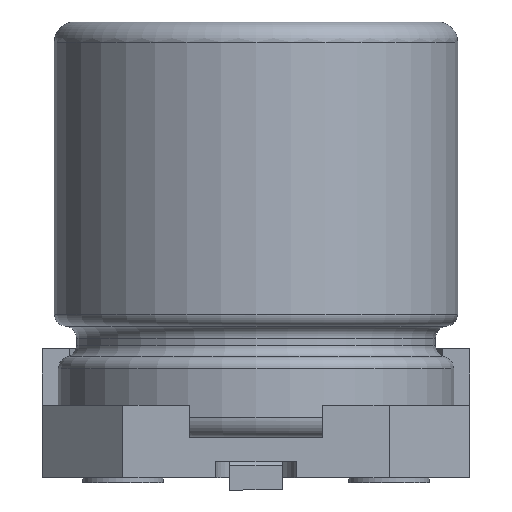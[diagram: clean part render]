
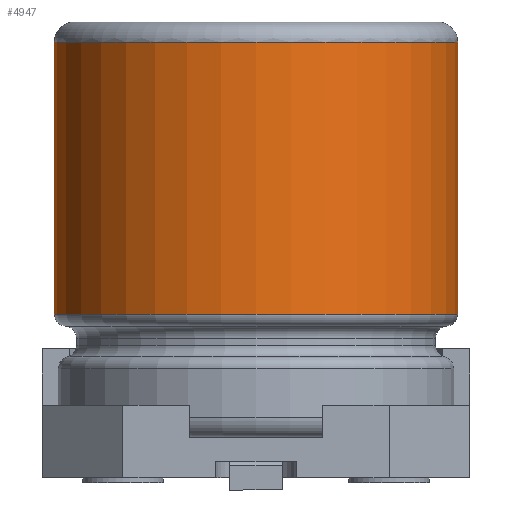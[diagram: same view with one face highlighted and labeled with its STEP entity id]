
A CAD part, front view. The second image highlights one B-rep face of the part: STEP entity #4947.
In plain terms, the highlighted cylindrical face has radius 2.5 mm (diameter 5 mm), a full revolution.
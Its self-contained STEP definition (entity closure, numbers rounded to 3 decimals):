
#74=CYLINDRICAL_SURFACE('',#5237,2.5);
#154=CIRCLE('',#5235,2.5);
#156=CIRCLE('',#5238,2.5);
#1091=ORIENTED_EDGE('',*,*,#2113,.T.);
#1092=ORIENTED_EDGE('',*,*,#2115,.T.);
#2113=EDGE_CURVE('',#2626,#2626,#154,.T.);
#2115=EDGE_CURVE('',#2627,#2627,#156,.T.);
#2626=VERTEX_POINT('',#7086);
#2627=VERTEX_POINT('',#7090);
#3022=EDGE_LOOP('',(#1091));
#3023=EDGE_LOOP('',(#1092));
#3295=FACE_BOUND('',#3022,.T.);
#3296=FACE_BOUND('',#3023,.T.);
#4947=ADVANCED_FACE('',(#3295,#3296),#74,.T.);
#5235=AXIS2_PLACEMENT_3D('',#7085,#5733,#5734);
#5237=AXIS2_PLACEMENT_3D('',#7088,#5737,#5738);
#5238=AXIS2_PLACEMENT_3D('',#7089,#5739,#5740);
#5733=DIRECTION('',(0.,0.,-1.));
#5734=DIRECTION('',(-1.,0.,0.));
#5737=DIRECTION('',(0.,0.,1.));
#5738=DIRECTION('',(1.,0.,0.));
#5739=DIRECTION('',(0.,0.,1.));
#5740=DIRECTION('',(1.,0.,0.));
#7085=CARTESIAN_POINT('',(0.,0.,4.9));
#7086=CARTESIAN_POINT('',(-2.5,0.,4.9));
#7088=CARTESIAN_POINT('',(0.,0.,9.9));
#7089=CARTESIAN_POINT('',(0.,0.,1.531));
#7090=CARTESIAN_POINT('',(2.5,0.,1.531));
